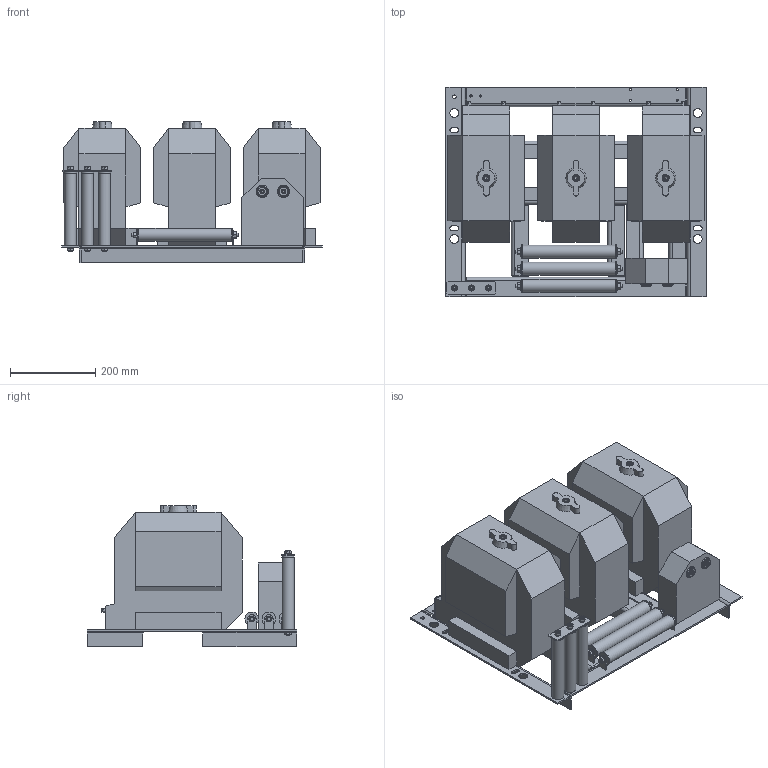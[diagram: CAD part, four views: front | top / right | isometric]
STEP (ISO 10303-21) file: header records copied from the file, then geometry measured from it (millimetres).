
FILE_DESCRIPTION(('STEP AP242'), '1');
FILE_NAME('ÝÊ.1.756.002 3õÇÍÎË Ì2 ÒÀ 3-6-10êÂ', '', ('UNSPECIFIED'), ('UNSPECIFIED'), 'ASCON STEP Converter 1.6', 'ASCON Math Kernel', '');
FILE_SCHEMA(('AP242_MANAGED_MODEL_BASED_3D_ENGINEERING_MIM_LF { 1 0 10303 442 1 1 4 }'));
Length unit declared in the file: millimetre
Products named in the file (27): 4; 鎗鵻罻 楟.8.211.004
Assembly tree (68 placements, depth 3):
  (unnamed)
    (unnamed)
      (unnamed)
      (unnamed)
      (unnamed)
      (unnamed)
      (unnamed)  x2
      (unnamed)  x2
      (unnamed)
      (unnamed)
      (unnamed)  x6
    (unnamed)
    4  x3
    (unnamed)  x3
    (unnamed)
    (unnamed)  x3
    (unnamed)  x3
    (unnamed)  x6
    (unnamed)  x12
    (unnamed)  x3
      (unnamed)
      (unnamed)
      鎗鵻罻 楟.8.211.004
      (unnamed)
      (unnamed)
      (unnamed)
      (unnamed)
Bounding box: 610 x 490 x 331 mm (x, y, z)
Volume: 37150059.6 mm3; surface area: 2011546.5 mm2
Topology: 96 solids, 96 shells, 3724 faces, 9454 edges, 6104 vertices
Faces by surface type: plane 2162, cylinder 1192, cone 234, torus 136
Full cylindrical faces by diameter (mm): 2.5 x6, 4 x30, 4.134 x6, 4.917 x15, 5 x12, 6 x8, 6.647 x12, 6.8 x12, 8 x15, 8.376 x3, 8.5 x12, 9 x6, 10 x33, 10.106 x12, 10.8 x2, 11.16 x12, 12 x2, 14 x6, 15 x8, 17 x36, 17.2 x3, 17.5 x3, 21 x4, 28 x3, 30 x6, 32 x6
Entity records: 55625 total; most frequent: CARTESIAN_POINT 15421, DIRECTION 6143, ORIENTED_EDGE 5668, EDGE_CURVE 2834, AXIS2_PLACEMENT_3D 2189, VERTEX_POINT 1937, LINE 1765, VECTOR 1765
